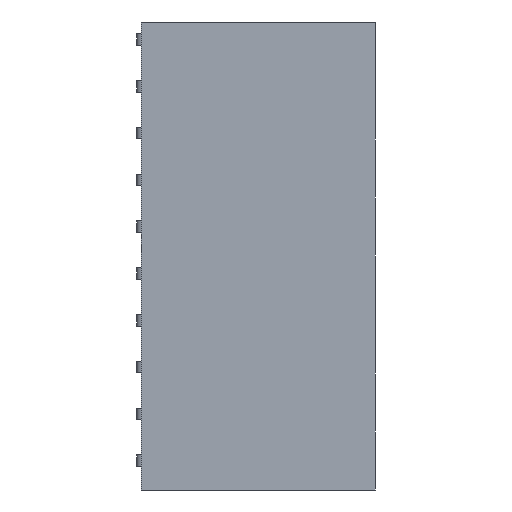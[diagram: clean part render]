
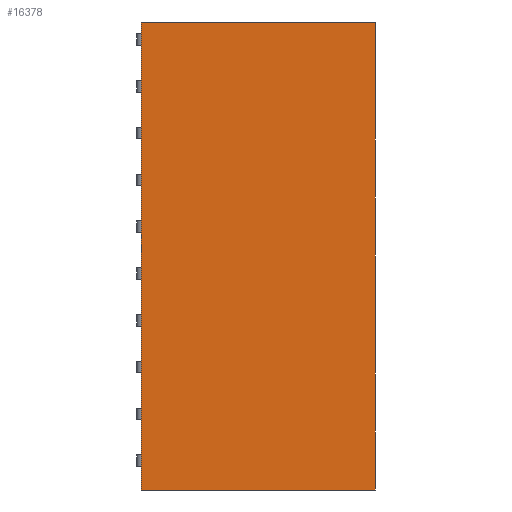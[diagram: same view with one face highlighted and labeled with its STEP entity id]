
A CAD part, front view. The second image highlights one B-rep face of the part: STEP entity #16378.
In plain terms, the highlighted planar face has unit normal (0, -1, 0).
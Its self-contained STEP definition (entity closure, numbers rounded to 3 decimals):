
#336 = PLANE('',#337);
#337 = AXIS2_PLACEMENT_3D('',#338,#339,#340);
#338 = CARTESIAN_POINT('',(0.,37.5,0.));
#339 = DIRECTION('',(1.,0.,-0.));
#340 = DIRECTION('',(0.,-1.,0.));
#1170 = PLANE('',#1171);
#1171 = AXIS2_PLACEMENT_3D('',#1172,#1173,#1174);
#1172 = CARTESIAN_POINT('',(100.,0.,180.));
#1173 = DIRECTION('',(-1.,0.,0.));
#1174 = DIRECTION('',(0.,1.,0.));
#2526 = VERTEX_POINT('',#2527);
#2527 = CARTESIAN_POINT('',(0.,0.,200.));
#2541 = PLANE('',#2542);
#2542 = AXIS2_PLACEMENT_3D('',#2543,#2544,#2545);
#2543 = CARTESIAN_POINT('',(10.,25.,200.));
#2544 = DIRECTION('',(0.,0.,1.));
#2545 = DIRECTION('',(1.,0.,-0.));
#2553 = EDGE_CURVE('',#2554,#2526,#2556,.T.);
#2554 = VERTEX_POINT('',#2555);
#2555 = CARTESIAN_POINT('',(0.,0.,0.));
#2556 = SURFACE_CURVE('',#2557,(#2561,#2568),.PCURVE_S1.);
#2557 = LINE('',#2558,#2559);
#2558 = CARTESIAN_POINT('',(0.,0.,0.));
#2559 = VECTOR('',#2560,1.);
#2560 = DIRECTION('',(0.,0.,1.));
#2561 = PCURVE('',#336,#2562);
#2562 = DEFINITIONAL_REPRESENTATION('',(#2563),#2567);
#2563 = LINE('',#2564,#2565);
#2564 = CARTESIAN_POINT('',(37.5,0.));
#2565 = VECTOR('',#2566,1.);
#2566 = DIRECTION('',(0.,-1.));
#2567 = ( GEOMETRIC_REPRESENTATION_CONTEXT(2) 
PARAMETRIC_REPRESENTATION_CONTEXT() REPRESENTATION_CONTEXT('2D SPACE',''
  ) );
#2568 = PCURVE('',#2569,#2574);
#2569 = PLANE('',#2570);
#2570 = AXIS2_PLACEMENT_3D('',#2571,#2572,#2573);
#2571 = CARTESIAN_POINT('',(0.,0.,0.));
#2572 = DIRECTION('',(0.,1.,0.));
#2573 = DIRECTION('',(1.,0.,0.));
#2574 = DEFINITIONAL_REPRESENTATION('',(#2575),#2579);
#2575 = LINE('',#2576,#2577);
#2576 = CARTESIAN_POINT('',(0.,0.));
#2577 = VECTOR('',#2578,1.);
#2578 = DIRECTION('',(0.,-1.));
#2579 = ( GEOMETRIC_REPRESENTATION_CONTEXT(2) 
PARAMETRIC_REPRESENTATION_CONTEXT() REPRESENTATION_CONTEXT('2D SPACE',''
  ) );
#2597 = PLANE('',#2598);
#2598 = AXIS2_PLACEMENT_3D('',#2599,#2600,#2601);
#2599 = CARTESIAN_POINT('',(77.5,25.,0.));
#2600 = DIRECTION('',(0.,0.,1.));
#2601 = DIRECTION('',(1.,0.,-0.));
#5572 = EDGE_CURVE('',#5573,#5575,#5577,.T.);
#5573 = VERTEX_POINT('',#5574);
#5574 = CARTESIAN_POINT('',(100.,0.,200.));
#5575 = VERTEX_POINT('',#5576);
#5576 = CARTESIAN_POINT('',(100.,0.,0.));
#5577 = SURFACE_CURVE('',#5578,(#5582,#5589),.PCURVE_S1.);
#5578 = LINE('',#5579,#5580);
#5579 = CARTESIAN_POINT('',(100.,0.,200.));
#5580 = VECTOR('',#5581,1.);
#5581 = DIRECTION('',(0.,0.,-1.));
#5582 = PCURVE('',#1170,#5583);
#5583 = DEFINITIONAL_REPRESENTATION('',(#5584),#5588);
#5584 = LINE('',#5585,#5586);
#5585 = CARTESIAN_POINT('',(0.,-20.));
#5586 = VECTOR('',#5587,1.);
#5587 = DIRECTION('',(0.,1.));
#5588 = ( GEOMETRIC_REPRESENTATION_CONTEXT(2) 
PARAMETRIC_REPRESENTATION_CONTEXT() REPRESENTATION_CONTEXT('2D SPACE',''
  ) );
#5589 = PCURVE('',#2569,#5590);
#5590 = DEFINITIONAL_REPRESENTATION('',(#5591),#5595);
#5591 = LINE('',#5592,#5593);
#5592 = CARTESIAN_POINT('',(100.,-200.));
#5593 = VECTOR('',#5594,1.);
#5594 = DIRECTION('',(0.,1.));
#5595 = ( GEOMETRIC_REPRESENTATION_CONTEXT(2) 
PARAMETRIC_REPRESENTATION_CONTEXT() REPRESENTATION_CONTEXT('2D SPACE',''
  ) );
#16378 = ADVANCED_FACE('',(#16379),#2569,.F.);
#16379 = FACE_BOUND('',#16380,.F.);
#16380 = EDGE_LOOP('',(#16381,#16382,#16403,#16404));
#16381 = ORIENTED_EDGE('',*,*,#2553,.T.);
#16382 = ORIENTED_EDGE('',*,*,#16383,.T.);
#16383 = EDGE_CURVE('',#2526,#5573,#16384,.T.);
#16384 = SURFACE_CURVE('',#16385,(#16389,#16396),.PCURVE_S1.);
#16385 = LINE('',#16386,#16387);
#16386 = CARTESIAN_POINT('',(0.,0.,200.));
#16387 = VECTOR('',#16388,1.);
#16388 = DIRECTION('',(1.,0.,0.));
#16389 = PCURVE('',#2569,#16390);
#16390 = DEFINITIONAL_REPRESENTATION('',(#16391),#16395);
#16391 = LINE('',#16392,#16393);
#16392 = CARTESIAN_POINT('',(0.,-200.));
#16393 = VECTOR('',#16394,1.);
#16394 = DIRECTION('',(1.,0.));
#16395 = ( GEOMETRIC_REPRESENTATION_CONTEXT(2) 
PARAMETRIC_REPRESENTATION_CONTEXT() REPRESENTATION_CONTEXT('2D SPACE',''
  ) );
#16396 = PCURVE('',#2541,#16397);
#16397 = DEFINITIONAL_REPRESENTATION('',(#16398),#16402);
#16398 = LINE('',#16399,#16400);
#16399 = CARTESIAN_POINT('',(-10.,-25.));
#16400 = VECTOR('',#16401,1.);
#16401 = DIRECTION('',(1.,0.));
#16402 = ( GEOMETRIC_REPRESENTATION_CONTEXT(2) 
PARAMETRIC_REPRESENTATION_CONTEXT() REPRESENTATION_CONTEXT('2D SPACE',''
  ) );
#16403 = ORIENTED_EDGE('',*,*,#5572,.T.);
#16404 = ORIENTED_EDGE('',*,*,#16405,.F.);
#16405 = EDGE_CURVE('',#2554,#5575,#16406,.T.);
#16406 = SURFACE_CURVE('',#16407,(#16411,#16418),.PCURVE_S1.);
#16407 = LINE('',#16408,#16409);
#16408 = CARTESIAN_POINT('',(0.,0.,0.));
#16409 = VECTOR('',#16410,1.);
#16410 = DIRECTION('',(1.,0.,0.));
#16411 = PCURVE('',#2569,#16412);
#16412 = DEFINITIONAL_REPRESENTATION('',(#16413),#16417);
#16413 = LINE('',#16414,#16415);
#16414 = CARTESIAN_POINT('',(0.,0.));
#16415 = VECTOR('',#16416,1.);
#16416 = DIRECTION('',(1.,0.));
#16417 = ( GEOMETRIC_REPRESENTATION_CONTEXT(2) 
PARAMETRIC_REPRESENTATION_CONTEXT() REPRESENTATION_CONTEXT('2D SPACE',''
  ) );
#16418 = PCURVE('',#2597,#16419);
#16419 = DEFINITIONAL_REPRESENTATION('',(#16420),#16424);
#16420 = LINE('',#16421,#16422);
#16421 = CARTESIAN_POINT('',(-77.5,-25.));
#16422 = VECTOR('',#16423,1.);
#16423 = DIRECTION('',(1.,0.));
#16424 = ( GEOMETRIC_REPRESENTATION_CONTEXT(2) 
PARAMETRIC_REPRESENTATION_CONTEXT() REPRESENTATION_CONTEXT('2D SPACE',''
  ) );
